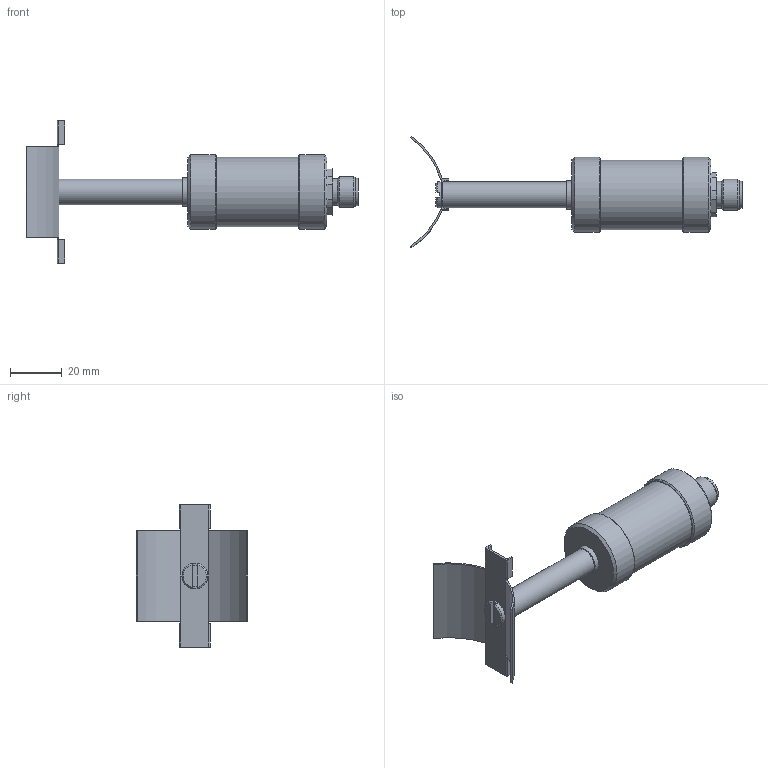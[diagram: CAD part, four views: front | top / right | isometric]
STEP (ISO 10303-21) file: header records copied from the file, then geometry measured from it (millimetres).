
FILE_DESCRIPTION(('STEP AP214'), '1');
FILE_NAME('ﾊﾓﾂﾔ.405210.006.223.ﾕ.ﾕﾕ.L ﾝﾑﾁ (ﾈ銕.1)', '', ('UNSPECIFIED'), ('UNSPECIFIED'), 'C3D Converter', 'C3D Toolkit', '');
FILE_SCHEMA(('AUTOMOTIVE_DESIGN { 1 0 10303 214 3 1 1}'));
Length unit declared in the file: millimetre
Products named in the file (21): КУВФ.405210.006.223.Х.ХХ.L ЭСБ; КУВФ.301156.320.2625.L; КУВФ.715141.430.2348-L; КУВФ.715141.430.3072; КУВФ.715141.430.3066.45; КУВФ.745141.430.6005; КУВФ.301121.410.6504.С.Х.Х.Х.L; КУВФ.715141.430.2346-обжимка; КУВФ.713561.430.3069; КУВФ.гайка М12
Assembly tree (24 placements, depth 4):
  КУВФ.405210.006.223.Х.ХХ.L ЭСБ
    КУВФ.301156.320.2625.L
      КУВФ.715141.430.2348-L
      КУВФ.715141.430.3072
        КУВФ.715141.430.3066.45
      (unnamed)
      (unnamed)
    КУВФ.745141.430.6005
    КУВФ.301121.410.6504.С.Х.Х.Х.L
      КУВФ.715141.430.2346-обжимка
      (unnamed)
        (unnamed)
        (unnamed)
      (unnamed)
    КУВФ.713561.430.3069
    (unnamed)
      (unnamed)
      (unnamed)
      (unnamed)
      (unnamed)  x4
      КУВФ.гайка М12
    (unnamed)
Bounding box: 128.5 x 43.17 x 55 mm (x, y, z)
Volume: 22110 mm3; surface area: 28295 mm2
Topology: 19 solids, 19 shells, 717 faces, 1939 edges, 1273 vertices
Faces by surface type: plane 566, cylinder 109, cone 35, sphere 4, torus 3
Full cylindrical faces by diameter (mm): 1 x8, 2.8 x2, 3 x3, 4 x4, 4.308 x1, 5.5 x2, 6.647 x1, 6.8 x1, 7.188 x1, 8 x2, 8.5 x2, 9 x2, 10 x2, 10.4 x1, 10.5 x1, 11 x2, 12 x1, 13 x1, 14.917 x1, 16 x1, 16.2 x2, 17.4 x1, 23 x3, 25.3 x2, 25.376 x2, 26.9 x1, 27 x2, 29 x2
Entity records: 24999 total; most frequent: CARTESIAN_POINT 4446, DIRECTION 3705, ORIENTED_EDGE 3646, EDGE_CURVE 1823, LINE 1579, VECTOR 1579, VERTEX_POINT 1248, AXIS2_PLACEMENT_3D 1063
